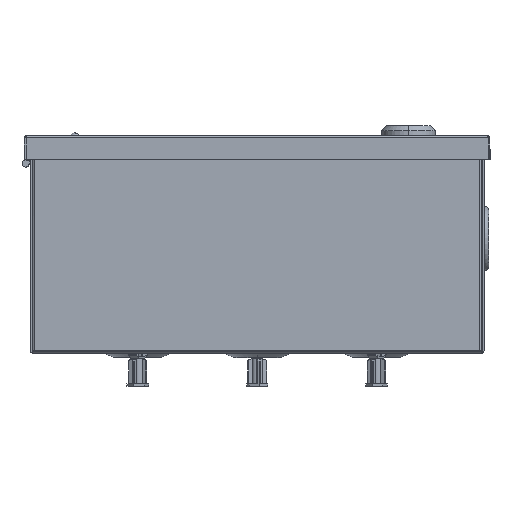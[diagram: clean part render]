
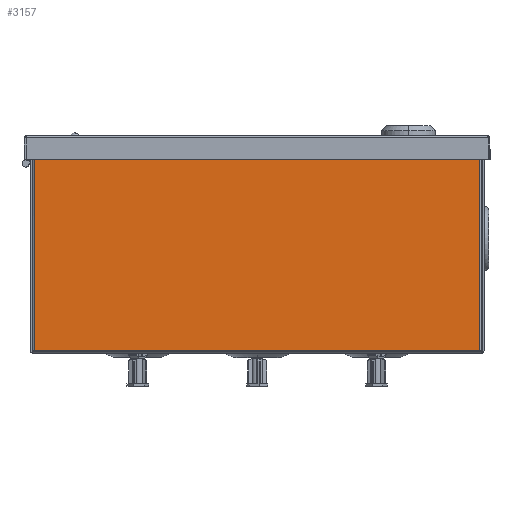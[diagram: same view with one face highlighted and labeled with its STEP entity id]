
A CAD part, front view. The second image highlights one B-rep face of the part: STEP entity #3157.
In plain terms, the highlighted planar face has unit normal (0, -1, 0).
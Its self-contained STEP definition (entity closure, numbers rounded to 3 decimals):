
#3157 = ADVANCED_FACE ( 'NONE', ( #87266 ), #63125, .F. ) ;
#10738 = CARTESIAN_POINT ( 'NONE',  ( 93.2, -145., 0.1 ) ) ;
#13612 = ORIENTED_EDGE ( 'NONE', *, *, #137975, .T. ) ;
#20483 = DIRECTION ( 'NONE',  ( 0., 0., -1. ) ) ;
#21936 = VECTOR ( 'NONE', #74198, 1000. ) ;
#26596 = VECTOR ( 'NONE', #20483, 1000. ) ;
#27292 = VERTEX_POINT ( 'NONE', #10738 ) ;
#30350 = DIRECTION ( 'NONE',  ( 0., 0., 1. ) ) ;
#31508 = CARTESIAN_POINT ( 'NONE',  ( 93.2, -145., 0.1 ) ) ;
#31680 = VERTEX_POINT ( 'NONE', #119191 ) ;
#33165 = CARTESIAN_POINT ( 'NONE',  ( 0., -145., 0. ) ) ;
#43280 = EDGE_CURVE ( 'NONE', #27292, #48312, #67971, .T. ) ;
#48312 = VERTEX_POINT ( 'NONE', #138212 ) ;
#51999 = ORIENTED_EDGE ( 'NONE', *, *, #43280, .F. ) ;
#52383 = AXIS2_PLACEMENT_3D ( 'NONE', #33165, #130748, #30350 ) ;
#53153 = LINE ( 'NONE', #63188, #26596 ) ;
#58966 = LINE ( 'NONE', #100275, #125035 ) ;
#63125 = PLANE ( 'NONE',  #52383 ) ;
#63188 = CARTESIAN_POINT ( 'NONE',  ( -93.2, -145., 88.6 ) ) ;
#63342 = EDGE_LOOP ( 'NONE', ( #123308, #13612, #128821, #51999 ) ) ;
#67971 = LINE ( 'NONE', #110025, #118922 ) ;
#74198 = DIRECTION ( 'NONE',  ( 0., 0., 1. ) ) ;
#78935 = DIRECTION ( 'NONE',  ( -1., 0., 0. ) ) ;
#87266 = FACE_OUTER_BOUND ( 'NONE', #63342, .T. ) ;
#100275 = CARTESIAN_POINT ( 'NONE',  ( 0., -145., 88.6 ) ) ;
#101107 = EDGE_CURVE ( 'NONE', #27292, #31680, #108384, .T. ) ;
#108384 = LINE ( 'NONE', #31508, #21936 ) ;
#110025 = CARTESIAN_POINT ( 'NONE',  ( -94.1, -145., 0.1 ) ) ;
#118922 = VECTOR ( 'NONE', #132815, 1000. ) ;
#119191 = CARTESIAN_POINT ( 'NONE',  ( 93.2, -145., 88.6 ) ) ;
#122358 = EDGE_CURVE ( 'NONE', #128296, #48312, #53153, .T. ) ;
#123308 = ORIENTED_EDGE ( 'NONE', *, *, #101107, .T. ) ;
#124321 = CARTESIAN_POINT ( 'NONE',  ( -93.2, -145., 88.6 ) ) ;
#125035 = VECTOR ( 'NONE', #78935, 1000. ) ;
#128296 = VERTEX_POINT ( 'NONE', #124321 ) ;
#128821 = ORIENTED_EDGE ( 'NONE', *, *, #122358, .T. ) ;
#130748 = DIRECTION ( 'NONE',  ( 0., 1., 0. ) ) ;
#132815 = DIRECTION ( 'NONE',  ( -1., 0., 0. ) ) ;
#137975 = EDGE_CURVE ( 'NONE', #31680, #128296, #58966, .T. ) ;
#138212 = CARTESIAN_POINT ( 'NONE',  ( -93.2, -145., 0.1 ) ) ;
